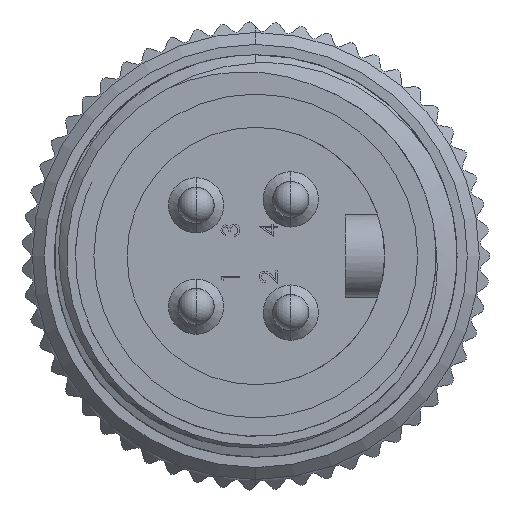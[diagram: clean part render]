
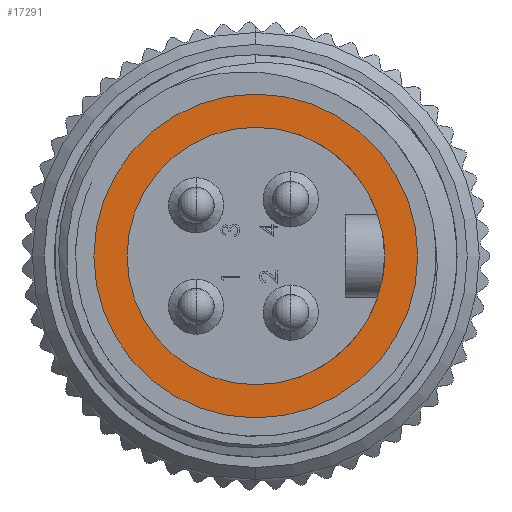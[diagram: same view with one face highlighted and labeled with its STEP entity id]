
A CAD part, left-side view. The second image highlights one B-rep face of the part: STEP entity #17291.
In plain terms, the highlighted planar face has unit normal (-1, 0, 0).
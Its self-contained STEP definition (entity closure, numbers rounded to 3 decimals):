
#438 = EDGE_CURVE ( 'NONE', #9427, #10486, #26450, .T. ) ;
#1295 = DIRECTION ( 'NONE',  ( -1., 0., 0. ) ) ;
#3327 = AXIS2_PLACEMENT_3D ( 'NONE', #19767, #44125, #23251 ) ;
#7987 = CARTESIAN_POINT ( 'NONE',  ( -32.195, 0., -8.94 ) ) ;
#9427 = VERTEX_POINT ( 'NONE', #7987 ) ;
#10486 = VERTEX_POINT ( 'NONE', #32794 ) ;
#10942 = EDGE_CURVE ( 'NONE', #10486, #9427, #37559, .T. ) ;
#11201 = CARTESIAN_POINT ( 'NONE',  ( -32.195, 0., 0. ) ) ;
#11285 = CARTESIAN_POINT ( 'NONE',  ( -32.195, 0., 0. ) ) ;
#12389 = EDGE_CURVE ( 'NONE', #23088, #18177, #17260, .T. ) ;
#14711 = DIRECTION ( 'NONE',  ( 0., 0., 1. ) ) ;
#14801 = DIRECTION ( 'NONE',  ( 0., 0., 1. ) ) ;
#17176 = CARTESIAN_POINT ( 'NONE',  ( -32.195, 0., 0. ) ) ;
#17227 = CIRCLE ( 'NONE', #3327, 7.11 ) ;
#17260 = CIRCLE ( 'NONE', #42091, 7.11 ) ;
#17291 = ADVANCED_FACE ( 'NONE', ( #19069, #37626 ), #43002, .T. ) ;
#18177 = VERTEX_POINT ( 'NONE', #21564 ) ;
#19069 = FACE_BOUND ( 'NONE', #41011, .T. ) ;
#19767 = CARTESIAN_POINT ( 'NONE',  ( -32.195, 0., 0. ) ) ;
#20499 = AXIS2_PLACEMENT_3D ( 'NONE', #11285, #35632, #14801 ) ;
#20669 = DIRECTION ( 'NONE',  ( 0., 0., 1. ) ) ;
#21564 = CARTESIAN_POINT ( 'NONE',  ( -32.195, 0., -7.11 ) ) ;
#23088 = VERTEX_POINT ( 'NONE', #27775 ) ;
#23251 = DIRECTION ( 'NONE',  ( 0., 0., 1. ) ) ;
#24328 = EDGE_CURVE ( 'NONE', #18177, #23088, #17227, .T. ) ;
#25639 = DIRECTION ( 'NONE',  ( 0., 0., 1. ) ) ;
#26450 = CIRCLE ( 'NONE', #30586, 8.94 ) ;
#27775 = CARTESIAN_POINT ( 'NONE',  ( -32.195, 0., 7.11 ) ) ;
#29974 = EDGE_LOOP ( 'NONE', ( #35924, #44348 ) ) ;
#30515 = ORIENTED_EDGE ( 'NONE', *, *, #24328, .F. ) ;
#30586 = AXIS2_PLACEMENT_3D ( 'NONE', #11201, #35554, #14711 ) ;
#32794 = CARTESIAN_POINT ( 'NONE',  ( -32.195, 0., 8.94 ) ) ;
#35554 = DIRECTION ( 'NONE',  ( -1., 0., 0. ) ) ;
#35632 = DIRECTION ( 'NONE',  ( -1., 0., 0. ) ) ;
#35924 = ORIENTED_EDGE ( 'NONE', *, *, #10942, .T. ) ;
#36011 = CARTESIAN_POINT ( 'NONE',  ( -32.195, 0., 0. ) ) ;
#37559 = CIRCLE ( 'NONE', #20499, 8.94 ) ;
#37624 = AXIS2_PLACEMENT_3D ( 'NONE', #36011, #1295, #25639 ) ;
#37626 = FACE_OUTER_BOUND ( 'NONE', #29974, .T. ) ;
#39054 = ORIENTED_EDGE ( 'NONE', *, *, #12389, .F. ) ;
#41011 = EDGE_LOOP ( 'NONE', ( #39054, #30515 ) ) ;
#41539 = DIRECTION ( 'NONE',  ( -1., 0., 0. ) ) ;
#42091 = AXIS2_PLACEMENT_3D ( 'NONE', #17176, #41539, #20669 ) ;
#43002 = PLANE ( 'NONE',  #37624 ) ;
#44125 = DIRECTION ( 'NONE',  ( -1., 0., 0. ) ) ;
#44348 = ORIENTED_EDGE ( 'NONE', *, *, #438, .T. ) ;
